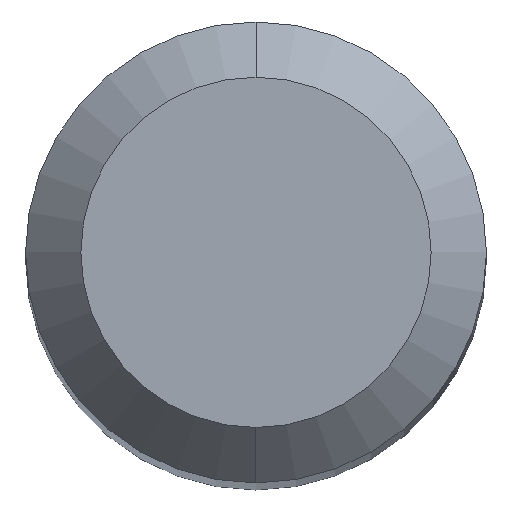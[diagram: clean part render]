
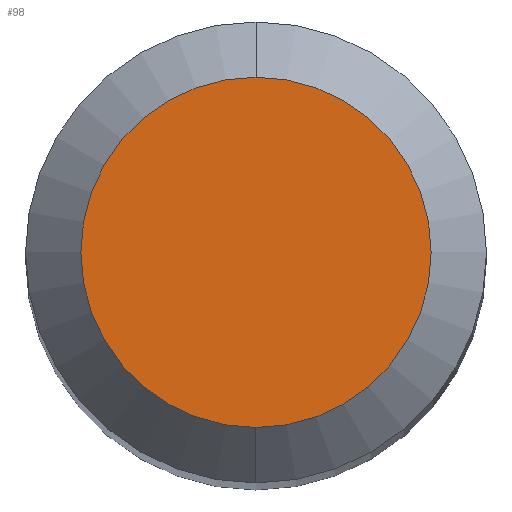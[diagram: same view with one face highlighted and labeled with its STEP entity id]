
A CAD part, top view. The second image highlights one B-rep face of the part: STEP entity #98.
In plain terms, the highlighted planar face has unit normal (0, 0, 1).
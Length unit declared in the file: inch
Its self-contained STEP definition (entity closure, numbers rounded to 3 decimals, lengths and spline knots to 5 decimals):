
#34 = DIRECTION ( 'NONE',  ( 0., 0., -1. ) ) ;
#43 = DIRECTION ( 'NONE',  ( 0., 0., 1. ) ) ;
#47 = AXIS2_PLACEMENT_3D ( 'NONE', #113, #43, #481 ) ;
#68 = CARTESIAN_POINT ( 'NONE',  ( 0., 0., 0. ) ) ;
#97 = AXIS2_PLACEMENT_3D ( 'NONE', #68, #101, #137 ) ;
#98 = ADVANCED_FACE ( 'NONE', ( #104 ), #424, .F. ) ;
#101 = DIRECTION ( 'NONE',  ( 0., 0., 1. ) ) ;
#104 = FACE_OUTER_BOUND ( 'NONE', #408, .T. ) ;
#113 = CARTESIAN_POINT ( 'NONE',  ( 0., 0., 0. ) ) ;
#137 = DIRECTION ( 'NONE',  ( 0., -1., 0. ) ) ;
#152 = VERTEX_POINT ( 'NONE', #394 ) ;
#173 = VERTEX_POINT ( 'NONE', #359 ) ;
#176 = AXIS2_PLACEMENT_3D ( 'NONE', #267, #34, #349 ) ;
#218 = EDGE_CURVE ( 'NONE', #152, #173, #269, .T. ) ;
#267 = CARTESIAN_POINT ( 'NONE',  ( 0., 0.0475, 0. ) ) ;
#269 = CIRCLE ( 'NONE', #47, 0.0475 ) ;
#349 = DIRECTION ( 'NONE',  ( 0., 1., 0. ) ) ;
#359 = CARTESIAN_POINT ( 'NONE',  ( 0., -0.0475, 0. ) ) ;
#394 = CARTESIAN_POINT ( 'NONE',  ( 0., 0.0475, 0. ) ) ;
#408 = EDGE_LOOP ( 'NONE', ( #421, #440 ) ) ;
#421 = ORIENTED_EDGE ( 'NONE', *, *, #218, .T. ) ;
#424 = PLANE ( 'NONE',  #176 ) ;
#440 = ORIENTED_EDGE ( 'NONE', *, *, #471, .T. ) ;
#471 = EDGE_CURVE ( 'NONE', #173, #152, #510, .T. ) ;
#481 = DIRECTION ( 'NONE',  ( 0., -1., 0. ) ) ;
#510 = CIRCLE ( 'NONE', #97, 0.0475 ) ;
